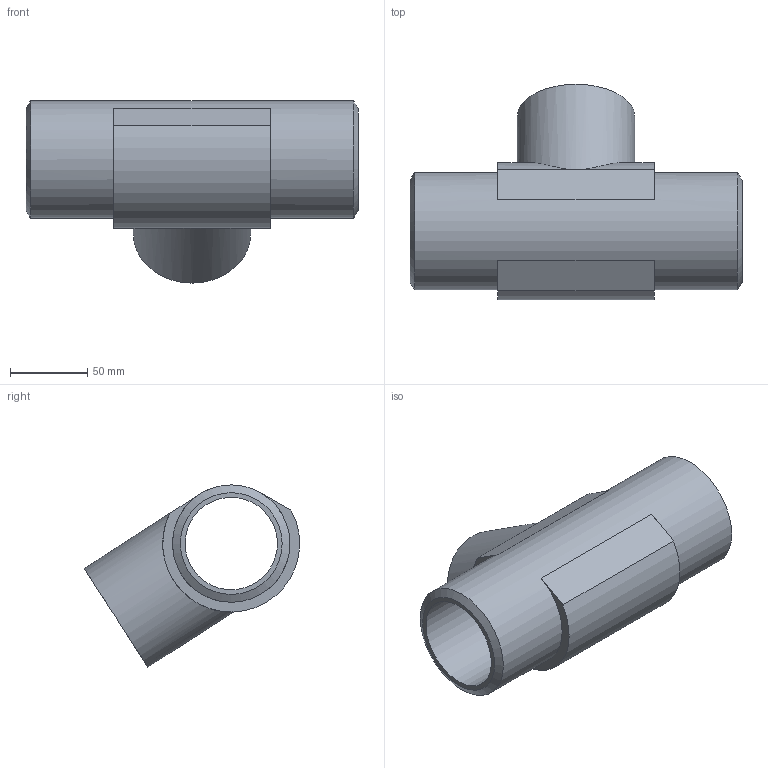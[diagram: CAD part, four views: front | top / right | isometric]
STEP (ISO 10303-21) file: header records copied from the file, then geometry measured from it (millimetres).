
FILE_DESCRIPTION( ( '' ), ' ' );
FILE_NAME( '5db2fffb77f365157ff11ef1.step', '2019-10-25T14:00:27', ( '' ), ( '' ), ' ', ' ', ' ' );
FILE_SCHEMA( ( 'AUTOMOTIVE_DESIGN { 1 0 10303 214 1 1 1 1 }' ) );
Length unit declared in the file: metre
Products named in the file (1): Part 31
Bounding box: 215.45 x 139.81 x 118.29 mm (x, y, z)
Volume: 689025.1 mm3; surface area: 116056.3 mm2
Topology: 1 solids, 1 shells, 15 faces, 37 edges, 25 vertices
Faces by surface type: plane 7, cylinder 6, cone 2
Full cylindrical faces by diameter (mm): 25.4 x1, 60 x1, 76.2 x2
Entity records: 739 total; most frequent: CARTESIAN_POINT 307, DIRECTION 65, ORIENTED_EDGE 46, AXIS2_PLACEMENT_3D 28, EDGE_LOOP 25, EDGE_CURVE 23, FACE_OUTER_BOUND 19, VERTEX_POINT 18
